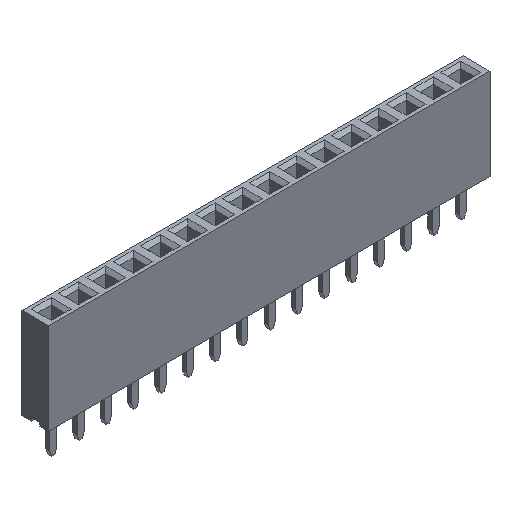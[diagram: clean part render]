
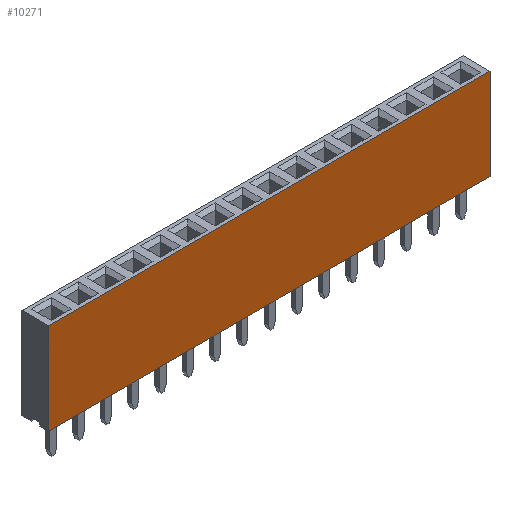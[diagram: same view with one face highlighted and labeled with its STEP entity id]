
A CAD part, isometric view. The second image highlights one B-rep face of the part: STEP entity #10271.
In plain terms, the highlighted planar face has unit normal (0, -1, 0).
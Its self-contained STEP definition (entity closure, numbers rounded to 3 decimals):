
#647=FACE_OUTER_BOUND('',#1246,.T.);
#1246=EDGE_LOOP('',(#7573,#7574,#7575,#7576));
#1577=LINE('',#13392,#2756);
#1673=LINE('',#13877,#2852);
#2250=LINE('',#15227,#3429);
#2265=LINE('',#15255,#3444);
#2756=VECTOR('',#11154,1.);
#2852=VECTOR('',#11316,1.);
#3429=VECTOR('',#12345,1.);
#3444=VECTOR('',#12366,1.);
#3935=VERTEX_POINT('',#13389);
#3936=VERTEX_POINT('',#13391);
#4108=VERTEX_POINT('',#13874);
#4497=VERTEX_POINT('',#15225);
#4849=EDGE_CURVE('',#3935,#3936,#1577,.T.);
#5023=EDGE_CURVE('',#4108,#3936,#1673,.T.);
#5610=EDGE_CURVE('',#4497,#3935,#2250,.T.);
#5625=EDGE_CURVE('',#4497,#4108,#2265,.T.);
#7573=ORIENTED_EDGE('',*,*,#5023,.T.);
#7574=ORIENTED_EDGE('',*,*,#4849,.F.);
#7575=ORIENTED_EDGE('',*,*,#5610,.F.);
#7576=ORIENTED_EDGE('',*,*,#5625,.T.);
#9284=PLANE('',#10879);
#10271=ADVANCED_FACE('',(#647),#9284,.F.);
#10879=AXIS2_PLACEMENT_3D('',#15256,#12367,#12368);
#11154=DIRECTION('',(0.,0.,-1.));
#11316=DIRECTION('',(1.,0.,0.));
#12345=DIRECTION('',(1.,0.,0.));
#12366=DIRECTION('',(0.,0.,-1.));
#12367=DIRECTION('center_axis',(0.,1.,0.));
#12368=DIRECTION('ref_axis',(0.,0.,1.));
#13389=CARTESIAN_POINT('',(20.52,-1.25,8.5));
#13391=CARTESIAN_POINT('',(20.52,-1.25,0.));
#13392=CARTESIAN_POINT('',(20.52,-1.25,8.5));
#13874=CARTESIAN_POINT('',(-20.52,-1.25,0.));
#13877=CARTESIAN_POINT('',(-20.52,-1.25,0.));
#15225=CARTESIAN_POINT('',(-20.52,-1.25,8.5));
#15227=CARTESIAN_POINT('',(-20.52,-1.25,8.5));
#15255=CARTESIAN_POINT('',(-20.52,-1.25,8.5));
#15256=CARTESIAN_POINT('Origin',(-20.52,-1.25,8.5));
